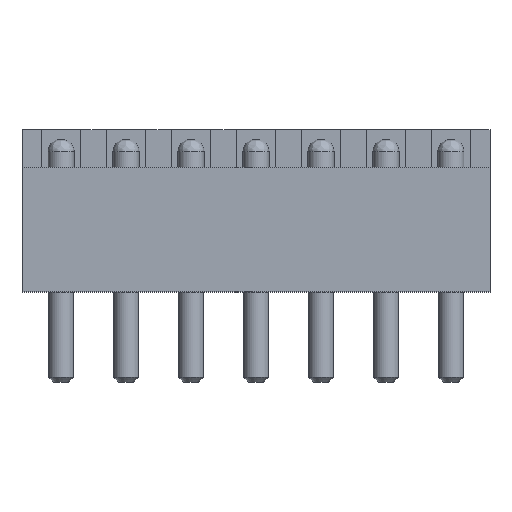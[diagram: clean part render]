
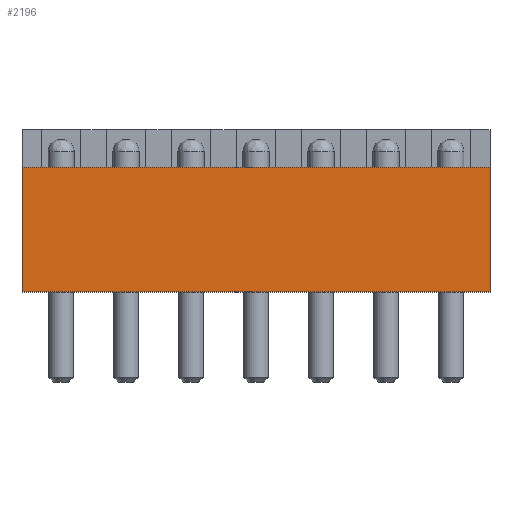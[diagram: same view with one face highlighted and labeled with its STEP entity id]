
A CAD part, top view. The second image highlights one B-rep face of the part: STEP entity #2196.
In plain terms, the highlighted planar face has unit normal (0, 0, 1).
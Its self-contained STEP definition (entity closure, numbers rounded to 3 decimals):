
#5=DIRECTION('',(0.,1.,0.));
#6=VECTOR('',#5,7.6);
#7=CARTESIAN_POINT('',(0.,0.,2.903));
#8=LINE('',#7,#6);
#46=DIRECTION('',(1.,0.,0.));
#47=VECTOR('',#46,28.52);
#48=CARTESIAN_POINT('',(-28.52,0.,2.903));
#49=LINE('',#48,#47);
#562=DIRECTION('',(1.,0.,0.));
#563=VECTOR('',#562,28.52);
#564=CARTESIAN_POINT('',(-28.52,7.6,2.903));
#565=LINE('',#564,#563);
#607=DIRECTION('',(0.,1.,0.));
#608=VECTOR('',#607,7.6);
#609=CARTESIAN_POINT('',(-28.52,0.,2.903));
#610=LINE('',#609,#608);
#1130=CARTESIAN_POINT('',(0.,0.,2.903));
#1132=VERTEX_POINT('',#1130);
#1147=CARTESIAN_POINT('',(0.,7.6,2.903));
#1148=VERTEX_POINT('',#1147);
#1150=CARTESIAN_POINT('',(-28.52,0.,2.903));
#1152=VERTEX_POINT('',#1150);
#1167=CARTESIAN_POINT('',(-28.52,7.6,2.903));
#1168=VERTEX_POINT('',#1167);
#2184=CARTESIAN_POINT('',(0.,7.6,2.903));
#2185=DIRECTION('',(0.,0.,1.));
#2186=DIRECTION('',(0.,-1.,0.));
#2187=AXIS2_PLACEMENT_3D('',#2184,#2185,#2186);
#2188=PLANE('',#2187);
#2189=ORIENTED_EDGE('',*,*,#1460,.F.);
#2190=ORIENTED_EDGE('',*,*,#1493,.F.);
#2192=ORIENTED_EDGE('',*,*,#2191,.T.);
#2193=ORIENTED_EDGE('',*,*,#2176,.T.);
#2194=EDGE_LOOP('',(#2189,#2190,#2192,#2193));
#2195=FACE_OUTER_BOUND('',#2194,.F.);
#1460=EDGE_CURVE('',#1132,#1148,#8,.T.);
#1493=EDGE_CURVE('',#1152,#1132,#49,.T.);
#2176=EDGE_CURVE('',#1168,#1148,#565,.T.);
#2191=EDGE_CURVE('',#1152,#1168,#610,.T.);
#2196=ADVANCED_FACE('',(#2195),#2188,.T.);
